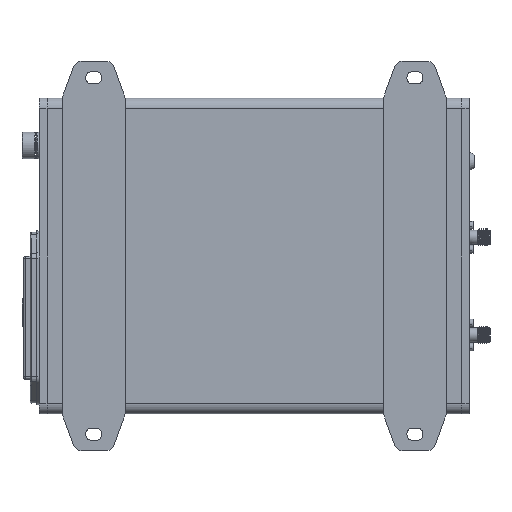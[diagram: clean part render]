
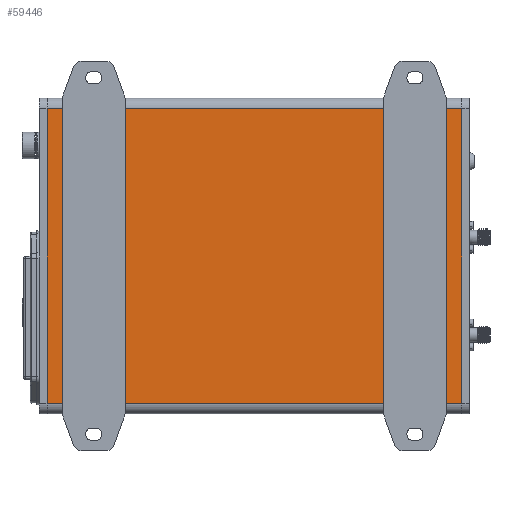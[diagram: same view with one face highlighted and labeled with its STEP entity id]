
A CAD part, front view. The second image highlights one B-rep face of the part: STEP entity #59446.
In plain terms, the highlighted planar face has unit normal (0, -1, 0).
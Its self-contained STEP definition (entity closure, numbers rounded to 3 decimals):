
#1339 = DIRECTION ( 'NONE',  ( 0., 1., 0. ) ) ;
#6818 = DIRECTION ( 'NONE',  ( 0., 0., -1. ) ) ;
#9369 = PLANE ( 'NONE',  #73740 ) ;
#10009 = VERTEX_POINT ( 'NONE', #56095 ) ;
#13240 = LINE ( 'NONE', #30327, #61233 ) ;
#27416 = DIRECTION ( 'NONE',  ( 0., 0., -1. ) ) ;
#30327 = CARTESIAN_POINT ( 'NONE',  ( 78.75, 0., 56. ) ) ;
#32451 = ORIENTED_EDGE ( 'NONE', *, *, #94488, .T. ) ;
#35479 = LINE ( 'NONE', #68045, #85403 ) ;
#36438 = VERTEX_POINT ( 'NONE', #90244 ) ;
#39459 = VERTEX_POINT ( 'NONE', #69159 ) ;
#45822 = DIRECTION ( 'NONE',  ( -1., 0., 0. ) ) ;
#48341 = LINE ( 'NONE', #96935, #56954 ) ;
#51810 = EDGE_LOOP ( 'NONE', ( #59539, #32451, #62287, #99663 ) ) ;
#56095 = CARTESIAN_POINT ( 'NONE',  ( 78.75, 0., -56. ) ) ;
#56842 = DIRECTION ( 'NONE',  ( 1., 0., 0. ) ) ;
#56941 = DIRECTION ( 'NONE',  ( 0., 0., 1. ) ) ;
#56954 = VECTOR ( 'NONE', #56842, 1000. ) ;
#57067 = VERTEX_POINT ( 'NONE', #79522 ) ;
#59446 = ADVANCED_FACE ( 'NONE', ( #66025 ), #9369, .F. ) ;
#59539 = ORIENTED_EDGE ( 'NONE', *, *, #74329, .F. ) ;
#61233 = VECTOR ( 'NONE', #45822, 1000. ) ;
#62287 = ORIENTED_EDGE ( 'NONE', *, *, #83641, .T. ) ;
#63453 = LINE ( 'NONE', #93040, #96014 ) ;
#66025 = FACE_OUTER_BOUND ( 'NONE', #51810, .T. ) ;
#68045 = CARTESIAN_POINT ( 'NONE',  ( 78.75, 0., 60. ) ) ;
#69159 = CARTESIAN_POINT ( 'NONE',  ( -78.75, 0., -56. ) ) ;
#73740 = AXIS2_PLACEMENT_3D ( 'NONE', #81562, #1339, #56941 ) ;
#74329 = EDGE_CURVE ( 'NONE', #36438, #10009, #35479, .T. ) ;
#79522 = CARTESIAN_POINT ( 'NONE',  ( -78.75, 0., 56. ) ) ;
#81562 = CARTESIAN_POINT ( 'NONE',  ( 78.75, 0., 60. ) ) ;
#83641 = EDGE_CURVE ( 'NONE', #57067, #39459, #63453, .T. ) ;
#85403 = VECTOR ( 'NONE', #27416, 1000. ) ;
#85851 = EDGE_CURVE ( 'NONE', #39459, #10009, #48341, .T. ) ;
#90244 = CARTESIAN_POINT ( 'NONE',  ( 78.75, 0., 56. ) ) ;
#93040 = CARTESIAN_POINT ( 'NONE',  ( -78.75, 0., 60. ) ) ;
#94488 = EDGE_CURVE ( 'NONE', #36438, #57067, #13240, .T. ) ;
#96014 = VECTOR ( 'NONE', #6818, 1000. ) ;
#96935 = CARTESIAN_POINT ( 'NONE',  ( 78.75, 0., -56. ) ) ;
#99663 = ORIENTED_EDGE ( 'NONE', *, *, #85851, .T. ) ;
